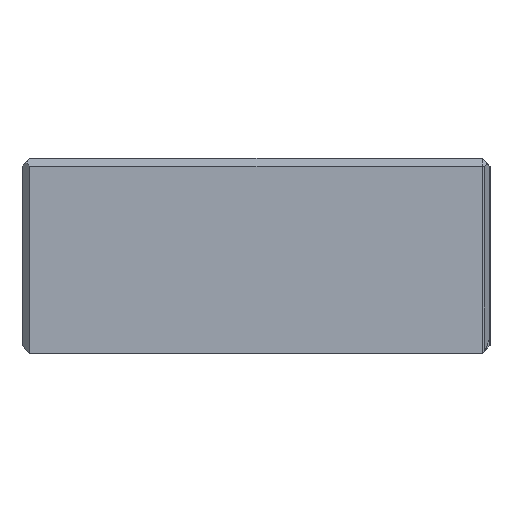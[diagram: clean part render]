
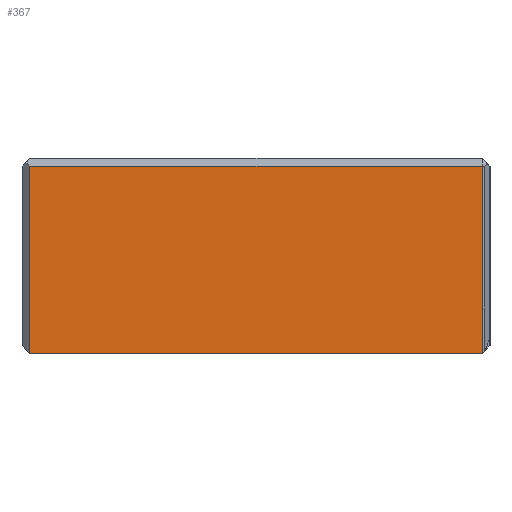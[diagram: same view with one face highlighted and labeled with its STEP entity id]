
A CAD part, left-side view. The second image highlights one B-rep face of the part: STEP entity #367.
In plain terms, the highlighted planar face has unit normal (-1, 0, 0).
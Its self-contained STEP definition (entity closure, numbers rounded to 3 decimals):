
#32 = VERTEX_POINT('',#33);
#33 = CARTESIAN_POINT('',(-1.,0.58,0.));
#126 = VERTEX_POINT('',#127);
#127 = CARTESIAN_POINT('',(-1.,-0.58,0.));
#133 = EDGE_CURVE('',#32,#126,#134,.T.);
#134 = LINE('',#135,#136);
#135 = CARTESIAN_POINT('',(-1.,0.6,0.));
#136 = VECTOR('',#137,1.);
#137 = DIRECTION('',(0.,-1.,0.));
#199 = VERTEX_POINT('',#200);
#200 = CARTESIAN_POINT('',(-1.,0.58,0.48));
#206 = EDGE_CURVE('',#32,#199,#207,.T.);
#207 = LINE('',#208,#209);
#208 = CARTESIAN_POINT('',(-1.,0.58,0.));
#209 = VECTOR('',#210,1.);
#210 = DIRECTION('',(0.,0.,1.));
#367 = ADVANCED_FACE('',(#368),#386,.T.);
#368 = FACE_BOUND('',#369,.T.);
#369 = EDGE_LOOP('',(#370,#371,#379,#385));
#370 = ORIENTED_EDGE('',*,*,#133,.T.);
#371 = ORIENTED_EDGE('',*,*,#372,.T.);
#372 = EDGE_CURVE('',#126,#373,#375,.T.);
#373 = VERTEX_POINT('',#374);
#374 = CARTESIAN_POINT('',(-1.,-0.58,0.48));
#375 = LINE('',#376,#377);
#376 = CARTESIAN_POINT('',(-1.,-0.58,0.));
#377 = VECTOR('',#378,1.);
#378 = DIRECTION('',(0.,0.,1.));
#379 = ORIENTED_EDGE('',*,*,#380,.F.);
#380 = EDGE_CURVE('',#199,#373,#381,.T.);
#381 = LINE('',#382,#383);
#382 = CARTESIAN_POINT('',(-1.,0.6,0.48));
#383 = VECTOR('',#384,1.);
#384 = DIRECTION('',(0.,-1.,0.));
#385 = ORIENTED_EDGE('',*,*,#206,.F.);
#386 = PLANE('',#387);
#387 = AXIS2_PLACEMENT_3D('',#388,#389,#390);
#388 = CARTESIAN_POINT('',(-1.,0.6,0.));
#389 = DIRECTION('',(-1.,0.,0.));
#390 = DIRECTION('',(0.,0.,1.));
